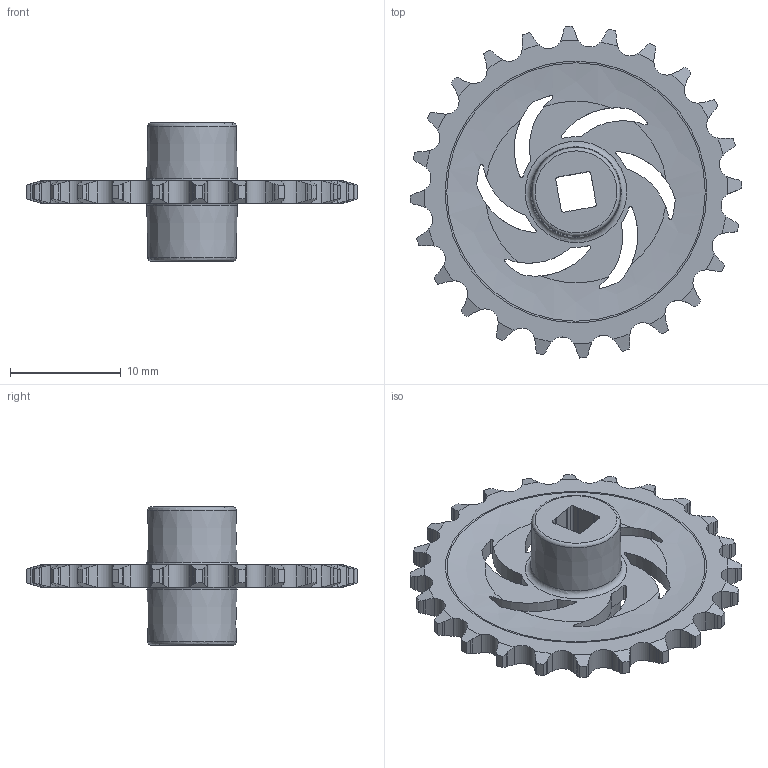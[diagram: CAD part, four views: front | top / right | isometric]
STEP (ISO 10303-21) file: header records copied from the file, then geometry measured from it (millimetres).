
FILE_DESCRIPTION(/* description */ (''),/* implementation_level */ '2;1');
FILE_NAME(/* name */ '24-Tooth Sprocket.ipt.step',/* time_stamp */ '2020-04-16T22:54:21-04:00',/* author */ ('Jordan'),/* organization */ (''),/* preprocessor_version */ 'ST-DEVELOPER v17',/* originating_system */ 'Autodesk Inventor 2019',/* authorisation */ '');
FILE_SCHEMA (('AUTOMOTIVE_DESIGN { 1 0 10303 214 3 1 1 }'));
Length unit declared in the file: inch
Products named in the file (1): 24-Tooth Sprocket
Bounding box: 30.02 x 30.02 x 12.5 mm (x, y, z)
Volume: 1386 mm3; surface area: 1908.3 mm2
Topology: 1 solids, 1 shells, 332 faces, 1049 edges, 711 vertices
Faces by surface type: cylinder 180, plane 82, cone 50, bspline 14, torus 6
Entity records: 13788 total; most frequent: CARTESIAN_POINT 4820, ORIENTED_EDGE 2098, DIRECTION 1678, EDGE_CURVE 1049, VERTEX_POINT 711, AXIS2_PLACEMENT_3D 676, B_SPLINE_CURVE_WITH_KNOTS 364, CIRCLE 344
